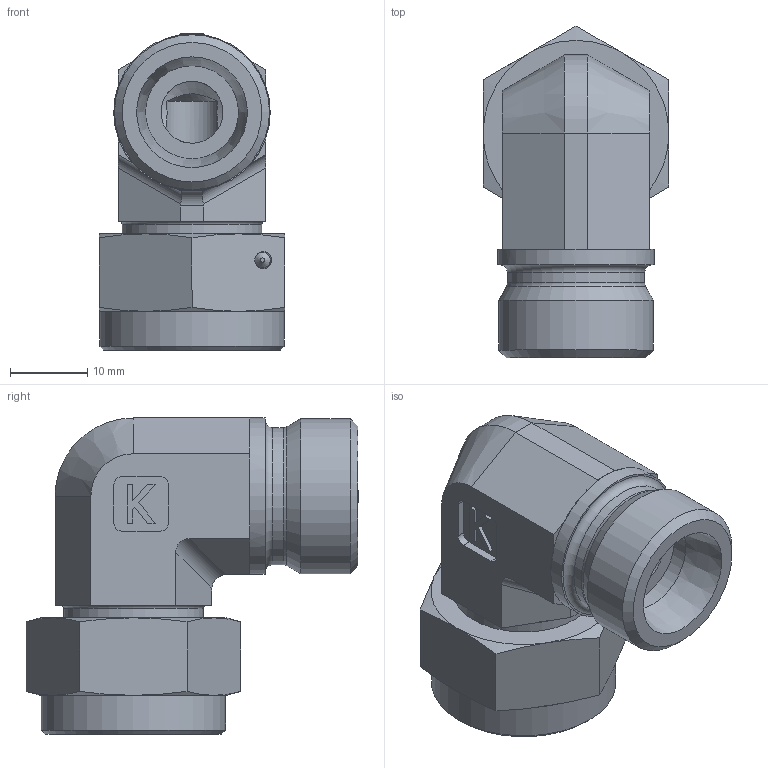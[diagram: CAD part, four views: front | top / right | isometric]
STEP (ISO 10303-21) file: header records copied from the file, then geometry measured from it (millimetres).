
FILE_DESCRIPTION((''),'2;1');
FILE_NAME('3566122012.stp','2014-09-11T09:12:11',(''),('KNOMI spol. s r. o.'),'Autodesk Inventor 2012','Autodesk Inventor 2012','');
FILE_SCHEMA(('AUTOMOTIVE_DESIGN { 1 2 10303 214 0 1 1 1 }'));
Length unit declared in the file: millimetre
Products named in the file (5): LSSO3 12S M20/M20 v.z "O" kr; 3576 12 20; 395 8 1220; 9902020; 60709015
Assembly tree (4 placements, depth 2):
  LSSO3 12S M20/M20 v.z "O" kr
    3576 12 20
    395 8 1220
    9902020
    60709015
Bounding box: 24 x 42.86 x 40.8 mm (x, y, z)
Volume: 15817.7 mm3; surface area: 8604.8 mm2
Topology: 4 solids, 4 shells, 134 faces, 319 edges, 203 vertices
Faces by surface type: plane 68, cone 26, cylinder 22, torus 17, bspline 1
Full cylindrical faces by diameter (mm): 2 x1, 2.2 x1, 7 x1, 8 x1, 12 x1, 17.7 x1, 18 x2, 18.376 x1, 18.4 x2, 20 x1, 20.207 x1, 23.8 x1
Entity records: 4049 total; most frequent: CARTESIAN_POINT 881, DIRECTION 614, ORIENTED_EDGE 546, EDGE_CURVE 273, AXIS2_PLACEMENT_3D 243, VERTEX_POINT 191, EDGE_LOOP 186, STYLED_ITEM 138
